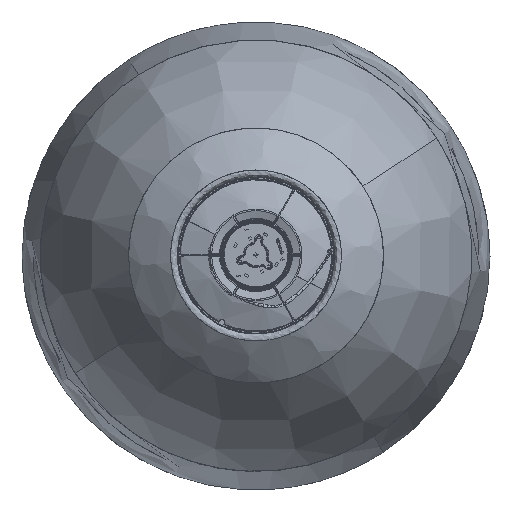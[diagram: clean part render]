
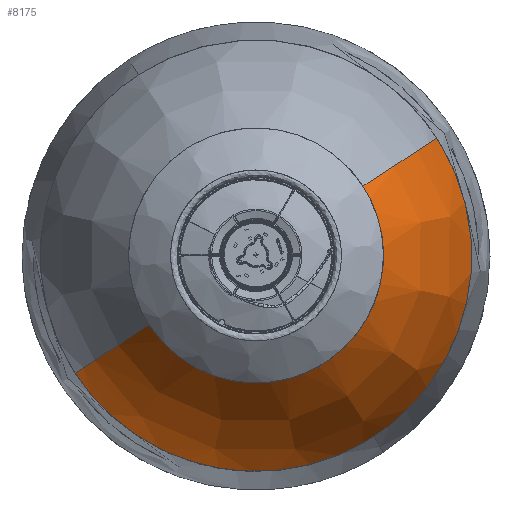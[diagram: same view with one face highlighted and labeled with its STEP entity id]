
A CAD part, top view. The second image highlights one B-rep face of the part: STEP entity #8175.
In plain terms, the highlighted free-form (B-spline) face has degree [3, 2] with [4, 5] control points.
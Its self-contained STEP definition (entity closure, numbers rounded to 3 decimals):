
#8175=ADVANCED_FACE('',(#9504),#34316,.T.);
#9504=FACE_OUTER_BOUND('',#10873,.T.);
#10873=EDGE_LOOP('',(#14409,#14410,#14411,#14412));
#14409=ORIENTED_EDGE('',*,*,#20076,.F.);
#14410=ORIENTED_EDGE('',*,*,#20078,.T.);
#14411=ORIENTED_EDGE('',*,*,#20080,.F.);
#14412=ORIENTED_EDGE('',*,*,#20079,.F.);
#20076=EDGE_CURVE('',#30165,#30167,#26670,.T.);
#20078=EDGE_CURVE('',#30165,#30163,#24865,.T.);
#20079=EDGE_CURVE('',#30167,#30168,#24866,.T.);
#20080=EDGE_CURVE('',#30168,#30163,#26672,.T.);
#24865=B_SPLINE_CURVE_WITH_KNOTS('',3,(#54138,#54139,#54140,#54141),
 .UNSPECIFIED.,.F.,.F.,(4,4),(0.,373.105),
 .UNSPECIFIED.);
#24866=B_SPLINE_CURVE_WITH_KNOTS('',3,(#54142,#54143,#54144,#54145),
 .UNSPECIFIED.,.F.,.F.,(4,4),(0.,373.105),
 .UNSPECIFIED.);
#26670=(
BOUNDED_CURVE()
B_SPLINE_CURVE(2,(#54130,#54131,#54132,#54133,#54134),.UNSPECIFIED.,.F.,
 .F.)
B_SPLINE_CURVE_WITH_KNOTS((3,2,3),(392.321,784.641,1176.962),
 .UNSPECIFIED.)
CURVE()
GEOMETRIC_REPRESENTATION_ITEM()
RATIONAL_B_SPLINE_CURVE((1.,0.707,1.,0.707,1.))
REPRESENTATION_ITEM('')
);
#26672=(
BOUNDED_CURVE()
B_SPLINE_CURVE(2,(#54146,#54147,#54148,#54149,#54150),.UNSPECIFIED.,.F.,
 .F.)
B_SPLINE_CURVE_WITH_KNOTS((3,2,3),(-1992.353,-1328.236,
-664.118),.UNSPECIFIED.)
CURVE()
GEOMETRIC_REPRESENTATION_ITEM()
RATIONAL_B_SPLINE_CURVE((1.,0.707,1.,0.707,1.))
REPRESENTATION_ITEM('')
);
#30163=VERTEX_POINT('',#54118);
#30165=VERTEX_POINT('',#54120);
#30167=VERTEX_POINT('',#54122);
#30168=VERTEX_POINT('',#54123);
#34316=(
BOUNDED_SURFACE()
B_SPLINE_SURFACE(3,2,((#54078,#54079,#54080,#54081,#54082),(#54083,#54084,
#54085,#54086,#54087),(#54088,#54089,#54090,#54091,#54092),(#54093,#54094,
#54095,#54096,#54097)),.UNSPECIFIED.,.F.,.F.,.F.)
B_SPLINE_SURFACE_WITH_KNOTS((4,4),(3,2,3),(0.,373.105),
(0.,664.118,1328.236),.UNSPECIFIED.)
GEOMETRIC_REPRESENTATION_ITEM()
RATIONAL_B_SPLINE_SURFACE(((1.,0.707,1.,0.707,1.),
(1.,0.707,1.,0.707,1.),(1.,0.707,1.,
0.707,1.),(1.,0.707,1.,0.707,1.)))
REPRESENTATION_ITEM('')
SURFACE()
);
#54078=CARTESIAN_POINT('',(-210.663,-330.899,133.267));
#54079=CARTESIAN_POINT('',(-74.635,-540.365,133.267));
#54080=CARTESIAN_POINT('',(134.831,-404.337,133.267));
#54081=CARTESIAN_POINT('',(344.297,-268.309,133.267));
#54082=CARTESIAN_POINT('',(208.269,-58.843,133.267));
#54083=CARTESIAN_POINT('',(-285.556,-379.535,36.736));
#54084=CARTESIAN_POINT('',(-100.892,-663.895,36.736));
#54085=CARTESIAN_POINT('',(183.467,-479.23,36.736));
#54086=CARTESIAN_POINT('',(467.827,-294.566,36.736));
#54087=CARTESIAN_POINT('',(283.163,-10.207,36.736));
#54088=CARTESIAN_POINT('',(-335.246,-411.804,-82.751));
#54089=CARTESIAN_POINT('',(-118.313,-745.853,-82.751));
#54090=CARTESIAN_POINT('',(215.736,-528.92,-82.751));
#54091=CARTESIAN_POINT('',(549.785,-311.987,-82.751));
#54092=CARTESIAN_POINT('',(332.852,22.062,-82.751));
#54093=CARTESIAN_POINT('',(-355.779,-425.138,-192.616));
#54094=CARTESIAN_POINT('',(-125.512,-779.721,-192.616));
#54095=CARTESIAN_POINT('',(229.071,-549.453,-192.616));
#54096=CARTESIAN_POINT('',(583.653,-319.186,-192.616));
#54097=CARTESIAN_POINT('',(353.386,35.397,-192.616));
#54118=CARTESIAN_POINT('',(-355.779,-425.138,-192.616));
#54120=CARTESIAN_POINT('',(-210.663,-330.899,133.267));
#54122=CARTESIAN_POINT('',(208.269,-58.843,133.267));
#54123=CARTESIAN_POINT('',(353.386,35.397,-192.616));
#54130=CARTESIAN_POINT('',(-210.663,-330.899,133.267));
#54131=CARTESIAN_POINT('',(-74.635,-540.365,133.267));
#54132=CARTESIAN_POINT('',(134.831,-404.337,133.267));
#54133=CARTESIAN_POINT('',(344.297,-268.309,133.267));
#54134=CARTESIAN_POINT('',(208.269,-58.843,133.267));
#54138=CARTESIAN_POINT('',(-210.663,-330.899,133.267));
#54139=CARTESIAN_POINT('',(-285.556,-379.535,36.736));
#54140=CARTESIAN_POINT('',(-335.246,-411.804,-82.751));
#54141=CARTESIAN_POINT('',(-355.779,-425.138,-192.616));
#54142=CARTESIAN_POINT('',(208.269,-58.843,133.267));
#54143=CARTESIAN_POINT('',(283.163,-10.207,36.736));
#54144=CARTESIAN_POINT('',(332.852,22.062,-82.751));
#54145=CARTESIAN_POINT('',(353.386,35.397,-192.616));
#54146=CARTESIAN_POINT('',(353.386,35.397,-192.616));
#54147=CARTESIAN_POINT('',(583.653,-319.186,-192.616));
#54148=CARTESIAN_POINT('',(229.071,-549.453,-192.616));
#54149=CARTESIAN_POINT('',(-125.512,-779.721,-192.616));
#54150=CARTESIAN_POINT('',(-355.779,-425.138,-192.616));
